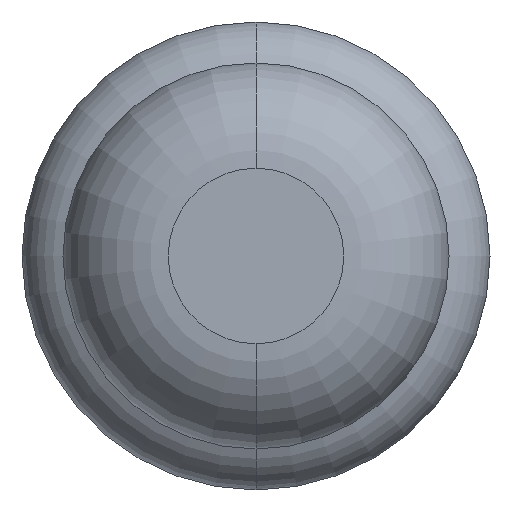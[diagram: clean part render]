
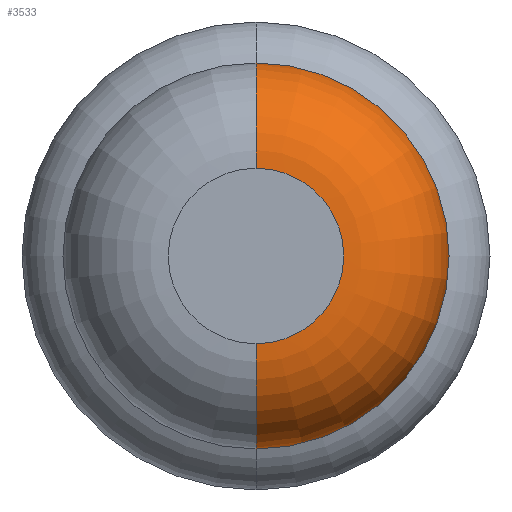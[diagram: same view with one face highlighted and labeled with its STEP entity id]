
A CAD part, front view. The second image highlights one B-rep face of the part: STEP entity #3533.
In plain terms, the highlighted toroidal (fillet/blend) face has major radius 0.375 mm and minor radius 0.45 mm.
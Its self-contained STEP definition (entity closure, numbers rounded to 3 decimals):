
#46 = CARTESIAN_POINT ( 'NONE',  ( 0., -27.4, 0.375 ) ) ;
#136 = CARTESIAN_POINT ( 'NONE',  ( 0., -26.95, 0.375 ) ) ;
#334 = CIRCLE ( 'NONE', #965, 0.375 ) ;
#539 = CARTESIAN_POINT ( 'NONE',  ( 0., -26.95, 0. ) ) ;
#715 = FACE_OUTER_BOUND ( 'NONE', #1948, .T. ) ;
#788 = EDGE_CURVE ( 'NONE', #3706, #3276, #1999, .T. ) ;
#965 = AXIS2_PLACEMENT_3D ( 'NONE', #1749, #3168, #1450 ) ;
#1293 = EDGE_CURVE ( 'Defeature ausgef�hrt1_9+Defeature ausgef�hrt1_8+Defeature ausgef�hrt1_8+Defeature ausgef�hrt1_8', #1570, #3276, #1677, .T. ) ;
#1450 = DIRECTION ( 'NONE',  ( 0., 0., 1. ) ) ;
#1570 = VERTEX_POINT ( 'NONE', #3155 ) ;
#1677 = CIRCLE ( 'NONE', #3894, 0.825 ) ;
#1749 = CARTESIAN_POINT ( 'NONE',  ( 0., -27.4, 0. ) ) ;
#1790 = AXIS2_PLACEMENT_3D ( 'NONE', #2673, #3369, #3730 ) ;
#1948 = EDGE_LOOP ( 'NONE', ( #2907, #3936, #2010, #3172 ) ) ;
#1985 = AXIS2_PLACEMENT_3D ( 'NONE', #136, #2533, #3578 ) ;
#1999 = CIRCLE ( 'NONE', #1790, 0.45 ) ;
#2010 = ORIENTED_EDGE ( 'NONE', *, *, #1293, .F. ) ;
#2260 = DIRECTION ( 'NONE',  ( 0., 0., 1. ) ) ;
#2348 = VERTEX_POINT ( 'NONE', #46 ) ;
#2525 = EDGE_CURVE ( 'NONE', #2348, #1570, #4435, .T. ) ;
#2533 = DIRECTION ( 'NONE',  ( -1., 0., 0. ) ) ;
#2673 = CARTESIAN_POINT ( 'NONE',  ( 0., -26.95, -0.375 ) ) ;
#2907 = ORIENTED_EDGE ( 'NONE', *, *, #3326, .T. ) ;
#3146 = TOROIDAL_SURFACE ( 'NONE', #3900, 0.375, 0.45 ) ;
#3155 = CARTESIAN_POINT ( 'NONE',  ( 0., -26.95, 0.825 ) ) ;
#3168 = DIRECTION ( 'NONE',  ( 0., 1., 0. ) ) ;
#3172 = ORIENTED_EDGE ( 'NONE', *, *, #2525, .F. ) ;
#3276 = VERTEX_POINT ( 'NONE', #3515 ) ;
#3326 = EDGE_CURVE ( 'Defeature ausgef�hrt1_8+Defeature ausgef�hrt1_7+Defeature ausgef�hrt1_7+Defeature ausgef�hrt1_7', #2348, #3706, #334, .T. ) ;
#3369 = DIRECTION ( 'NONE',  ( 1., 0., 0. ) ) ;
#3515 = CARTESIAN_POINT ( 'NONE',  ( 0., -26.95, -0.825 ) ) ;
#3533 = ADVANCED_FACE ( 'Defeature ausgef�hrt1_8', ( #715 ), #3146, .T. ) ;
#3578 = DIRECTION ( 'NONE',  ( 0., 0., 1. ) ) ;
#3601 = DIRECTION ( 'NONE',  ( 0., 0., 1. ) ) ;
#3639 = CARTESIAN_POINT ( 'NONE',  ( 0., -26.95, 0. ) ) ;
#3706 = VERTEX_POINT ( 'NONE', #4173 ) ;
#3730 = DIRECTION ( 'NONE',  ( 0., 0., -1. ) ) ;
#3894 = AXIS2_PLACEMENT_3D ( 'NONE', #3639, #4330, #3601 ) ;
#3900 = AXIS2_PLACEMENT_3D ( 'NONE', #539, #4343, #2260 ) ;
#3936 = ORIENTED_EDGE ( 'NONE', *, *, #788, .T. ) ;
#4173 = CARTESIAN_POINT ( 'NONE',  ( 0., -27.4, -0.375 ) ) ;
#4330 = DIRECTION ( 'NONE',  ( 0., 1., 0. ) ) ;
#4343 = DIRECTION ( 'NONE',  ( 0., 1., 0. ) ) ;
#4435 = CIRCLE ( 'NONE', #1985, 0.45 ) ;
